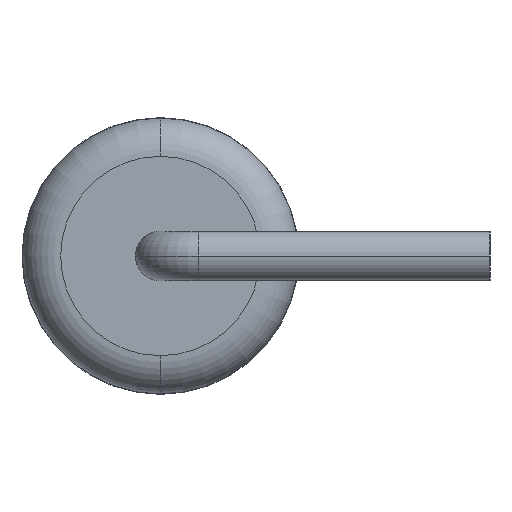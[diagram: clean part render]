
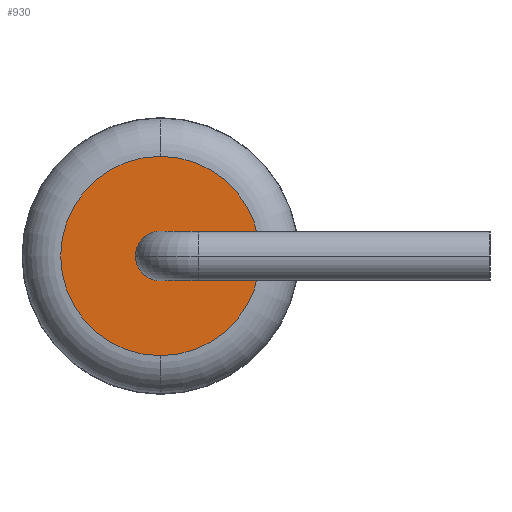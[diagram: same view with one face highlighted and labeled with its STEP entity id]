
A CAD part, left-side view. The second image highlights one B-rep face of the part: STEP entity #930.
In plain terms, the highlighted planar face has unit normal (-1, 0, 0).
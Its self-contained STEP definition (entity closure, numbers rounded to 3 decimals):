
#4 = EDGE_LOOP ( 'NONE', ( #381, #211 ) ) ;
#59 = DIRECTION ( 'NONE',  ( -1., 0., 0. ) ) ;
#145 = CARTESIAN_POINT ( 'NONE',  ( -4.95, 2.3, 0. ) ) ;
#211 = ORIENTED_EDGE ( 'NONE', *, *, #1011, .T. ) ;
#253 = AXIS2_PLACEMENT_3D ( 'NONE', #145, #1131, #783 ) ;
#284 = DIRECTION ( 'NONE',  ( 0., 0., 1. ) ) ;
#342 = ORIENTED_EDGE ( 'NONE', *, *, #505, .F. ) ;
#381 = ORIENTED_EDGE ( 'NONE', *, *, #773, .T. ) ;
#414 = CARTESIAN_POINT ( 'NONE',  ( -4.95, 2.3, 0. ) ) ;
#416 = AXIS2_PLACEMENT_3D ( 'NONE', #817, #722, #284 ) ;
#478 = DIRECTION ( 'NONE',  ( 0., 0., -1. ) ) ;
#492 = DIRECTION ( 'NONE',  ( 0., 0., -1. ) ) ;
#505 = EDGE_CURVE ( 'NONE', #623, #851, #1074, .T. ) ;
#535 = VERTEX_POINT ( 'NONE', #765 ) ;
#566 = EDGE_CURVE ( 'NONE', #851, #623, #990, .T. ) ;
#623 = VERTEX_POINT ( 'NONE', #846 ) ;
#657 = PLANE ( 'NONE',  #1009 ) ;
#661 = CARTESIAN_POINT ( 'NONE',  ( -4.95, 2.3, 0. ) ) ;
#674 = DIRECTION ( 'NONE',  ( 0., 0., -1. ) ) ;
#721 = FACE_BOUND ( 'NONE', #726, .T. ) ;
#722 = DIRECTION ( 'NONE',  ( -1., 0., 0. ) ) ;
#726 = EDGE_LOOP ( 'NONE', ( #342, #965 ) ) ;
#736 = AXIS2_PLACEMENT_3D ( 'NONE', #414, #59, #674 ) ;
#755 = CARTESIAN_POINT ( 'NONE',  ( -4.95, 2.3, 0. ) ) ;
#765 = CARTESIAN_POINT ( 'NONE',  ( -4.95, 2.3, 1.3 ) ) ;
#773 = EDGE_CURVE ( 'NONE', #535, #848, #858, .T. ) ;
#782 = CIRCLE ( 'NONE', #253, 1.3 ) ;
#783 = DIRECTION ( 'NONE',  ( 0., 0., 1. ) ) ;
#817 = CARTESIAN_POINT ( 'NONE',  ( -4.95, 2.3, 0. ) ) ;
#818 = CARTESIAN_POINT ( 'NONE',  ( -4.95, 2.3, -0.325 ) ) ;
#831 = AXIS2_PLACEMENT_3D ( 'NONE', #755, #941, #492 ) ;
#846 = CARTESIAN_POINT ( 'NONE',  ( -4.95, 2.3, 0.325 ) ) ;
#848 = VERTEX_POINT ( 'NONE', #1081 ) ;
#851 = VERTEX_POINT ( 'NONE', #818 ) ;
#858 = CIRCLE ( 'NONE', #416, 1.3 ) ;
#930 = ADVANCED_FACE ( 'NONE', ( #721, #1103 ), #657, .F. ) ;
#941 = DIRECTION ( 'NONE',  ( -1., 0., 0. ) ) ;
#965 = ORIENTED_EDGE ( 'NONE', *, *, #566, .F. ) ;
#990 = CIRCLE ( 'NONE', #831, 0.325 ) ;
#1009 = AXIS2_PLACEMENT_3D ( 'NONE', #661, #1113, #478 ) ;
#1011 = EDGE_CURVE ( 'NONE', #848, #535, #782, .T. ) ;
#1074 = CIRCLE ( 'NONE', #736, 0.325 ) ;
#1081 = CARTESIAN_POINT ( 'NONE',  ( -4.95, 2.3, -1.3 ) ) ;
#1103 = FACE_OUTER_BOUND ( 'NONE', #4, .T. ) ;
#1113 = DIRECTION ( 'NONE',  ( 1., 0., 0. ) ) ;
#1131 = DIRECTION ( 'NONE',  ( -1., 0., 0. ) ) ;
